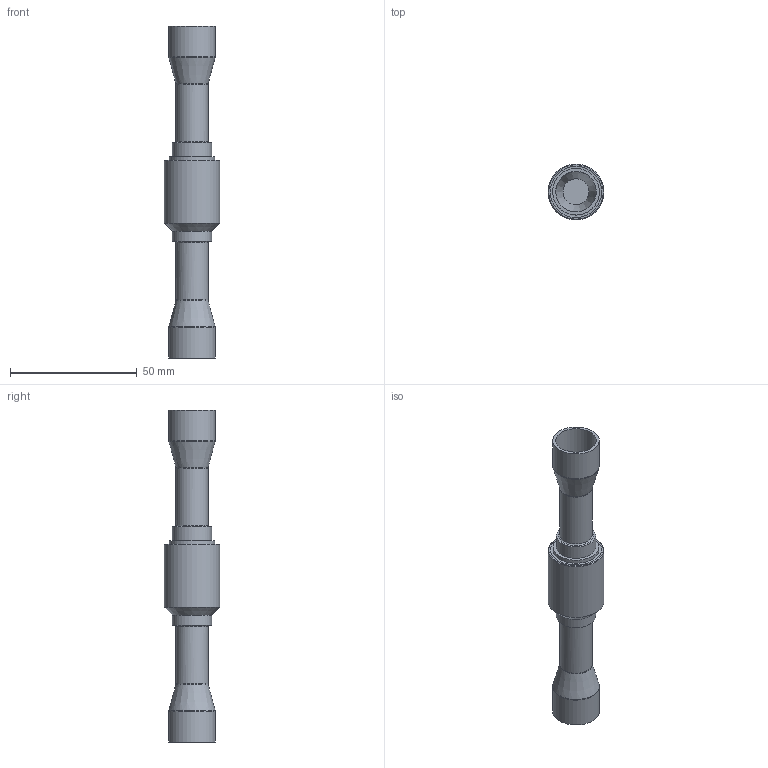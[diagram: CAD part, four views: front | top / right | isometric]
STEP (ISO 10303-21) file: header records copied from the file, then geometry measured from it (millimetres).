
FILE_DESCRIPTION((''),'2;1');
FILE_NAME('WEB020-9118.step','2013-02-26T08:23:55',(''),(''),'Autodesk Inventor 2012','Autodesk Inventor 2012','');
FILE_SCHEMA(('AUTOMOTIVE_DESIGN { 1 2 10303 214 0 1 1 1 }'));
Length unit declared in the file: millimetre
Products named in the file (1): WEB020-9118
Bounding box: 22 x 22 x 131 mm (x, y, z)
Volume: 21158.3 mm3; surface area: 9564 mm2
Topology: 1 solids, 1 shells, 34 faces, 62 edges, 36 vertices
Faces by surface type: torus 10, cylinder 10, plane 8, cone 6
Full cylindrical faces by diameter (mm): 12.7 x2, 15.5 x2, 16 x2, 18 x1, 18.4 x2, 22 x1
Entity records: 749 total; most frequent: DIRECTION 136, CARTESIAN_POINT 101, AXIS2_PLACEMENT_3D 68, ORIENTED_EDGE 66, EDGE_LOOP 66, FACE_OUTER_BOUND 34, ADVANCED_FACE 34, VERTEX_POINT 33
